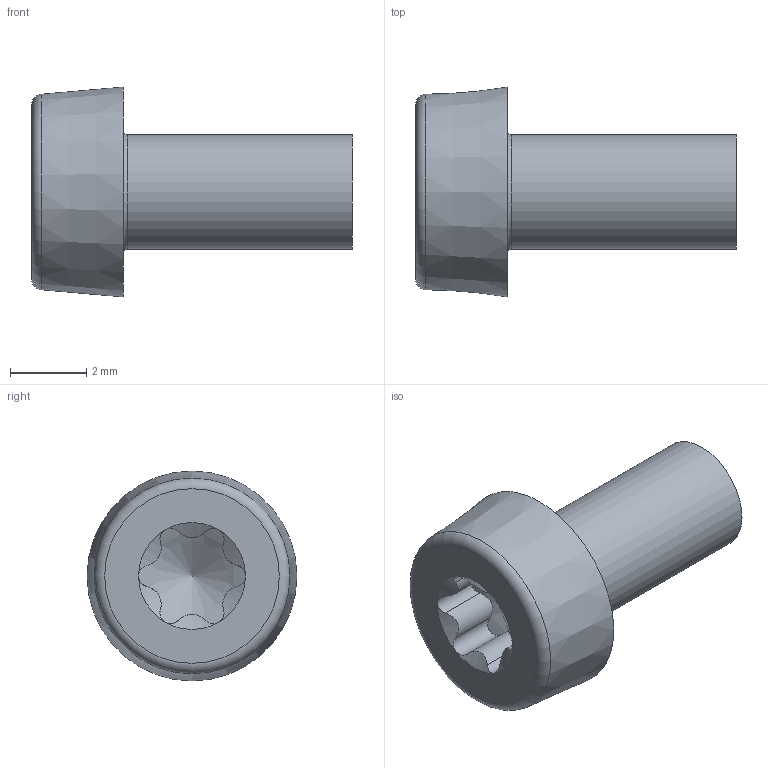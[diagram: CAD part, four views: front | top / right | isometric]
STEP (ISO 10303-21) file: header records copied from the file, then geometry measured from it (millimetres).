
FILE_DESCRIPTION( ( 'STEP AP214' ), '1' );
FILE_NAME( 'WUERTH 40023 6 cheese head screw ISO 14580 3x6 Blank.stp', '2020-07-23T19:32:02', ( 'License CC BY-ND 4.0' ), ( 'CADENAS' ), ' ', 'PARTsolutions', ' ' );
FILE_SCHEMA( ( 'AUTOMOTIVE_DESIGN { 1 0 10303 214 1 1 1 1 }' ) );
Length unit declared in the file: millimetre
Products named in the file (1): HI_WUERTH 40023  6 cheese head screw ISO 14580 3x6 Blank
Bounding box: 8.4 x 5.5 x 5.5 mm (x, y, z)
Volume: 87.6 mm3; surface area: 151.4 mm2
Topology: 1 solids, 1 shells, 26 faces, 61 edges, 38 vertices
Faces by surface type: cylinder 13, cone 8, plane 3, torus 2
Full cylindrical faces by diameter (mm): 3 x1
Entity records: 1080 total; most frequent: CARTESIAN_POINT 340, ORIENTED_EDGE 108, DIRECTION 90, EDGE_CURVE 54, AXIS2_PLACEMENT_3D 39, VERTEX_POINT 37, EDGE_LOOP 32, B_SPLINE_CURVE_WITH_KNOTS 30
